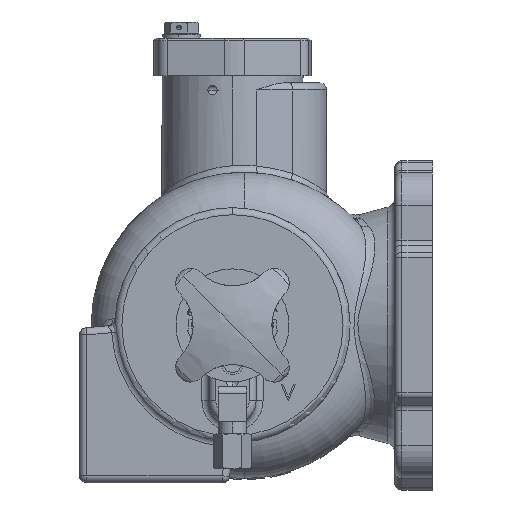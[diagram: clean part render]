
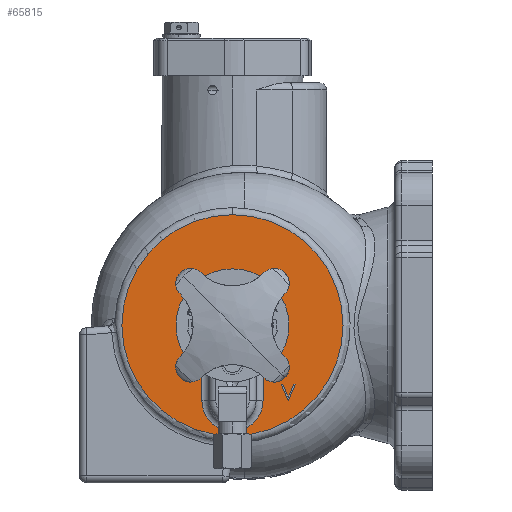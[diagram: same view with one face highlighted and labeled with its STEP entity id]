
A CAD part, left-side view. The second image highlights one B-rep face of the part: STEP entity #65815.
In plain terms, the highlighted planar face has unit normal (-1, 0, 0).
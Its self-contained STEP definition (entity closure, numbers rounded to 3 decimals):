
#1833 = FACE_OUTER_BOUND ( 'NONE', #16659, .T. ) ;
#1857 = FACE_BOUND ( 'NONE', #16589, .T. ) ;
#1864 = FACE_BOUND ( 'NONE', #16745, .T. ) ;
#4294 = CARTESIAN_POINT ( 'NONE',  ( -64., -26.718, -25. ) ) ;
#4295 = DIRECTION ( 'NONE',  ( 0., 1., 0. ) ) ;
#5376 = AXIS2_PLACEMENT_3D ( 'NONE', #67066, #67074, #67075 ) ;
#7511 = EDGE_CURVE ( 'NONE', #32901, #33719, #52139, .T. ) ;
#7539 = EDGE_CURVE ( 'NONE', #32802, #33072, #51994, .T. ) ;
#9039 = ORIENTED_EDGE ( 'NONE', *, *, #11448, .F. ) ;
#9553 = ORIENTED_EDGE ( 'NONE', *, *, #64142, .F. ) ;
#9681 = ORIENTED_EDGE ( 'NONE', *, *, #11405, .T. ) ;
#9687 = ORIENTED_EDGE ( 'NONE', *, *, #64713, .F. ) ;
#9692 = ORIENTED_EDGE ( 'NONE', *, *, #65481, .F. ) ;
#9695 = ORIENTED_EDGE ( 'NONE', *, *, #64194, .T. ) ;
#9697 = ORIENTED_EDGE ( 'NONE', *, *, #64662, .F. ) ;
#9845 = ORIENTED_EDGE ( 'NONE', *, *, #7539, .T. ) ;
#9863 = ORIENTED_EDGE ( 'NONE', *, *, #11254, .T. ) ;
#9866 = ORIENTED_EDGE ( 'NONE', *, *, #64192, .T. ) ;
#9903 = ORIENTED_EDGE ( 'NONE', *, *, #7511, .T. ) ;
#9912 = ORIENTED_EDGE ( 'NONE', *, *, #11424, .F. ) ;
#9919 = ORIENTED_EDGE ( 'NONE', *, *, #64428, .F. ) ;
#9944 = ORIENTED_EDGE ( 'NONE', *, *, #64943, .T. ) ;
#11254 = EDGE_CURVE ( 'NONE', #33737, #32901, #45865, .T. ) ;
#11405 = EDGE_CURVE ( 'NONE', #71715, #33737, #46010, .T. ) ;
#11424 = EDGE_CURVE ( 'NONE', #71834, #32868, #45989, .T. ) ;
#11448 = EDGE_CURVE ( 'NONE', #33187, #71839, #45969, .T. ) ;
#12306 = AXIS2_PLACEMENT_3D ( 'NONE', #53981, #53979, #53977 ) ;
#12319 = AXIS2_PLACEMENT_3D ( 'NONE', #54242, #54262, #54260 ) ;
#15666 = CARTESIAN_POINT ( 'NONE',  ( -64., -23.712, -30.516 ) ) ;
#15667 = DIRECTION ( 'NONE',  ( 0., 0.39, 0.921 ) ) ;
#16589 = EDGE_LOOP ( 'NONE', ( #9695, #9681, #9863, #9903, #9866 ) ) ;
#16659 = EDGE_LOOP ( 'NONE', ( #9845, #9944 ) ) ;
#16745 = EDGE_LOOP ( 'NONE', ( #9919, #9687, #9697, #9912, #9553, #9692, #9039 ) ) ;
#17837 = CARTESIAN_POINT ( 'NONE',  ( -64., 0., -47. ) ) ;
#18484 = CARTESIAN_POINT ( 'NONE',  ( -64., 0., 47. ) ) ;
#18624 = CARTESIAN_POINT ( 'NONE',  ( -64., -26.045, -25. ) ) ;
#19331 = CARTESIAN_POINT ( 'NONE',  ( -64., 0., 20.243 ) ) ;
#19490 = CARTESIAN_POINT ( 'NONE',  ( -64., -23.757, -32. ) ) ;
#19498 = CARTESIAN_POINT ( 'NONE',  ( -64., -21.379, -25. ) ) ;
#19525 = CARTESIAN_POINT ( 'NONE',  ( -64., -23.667, -32. ) ) ;
#19928 = CARTESIAN_POINT ( 'NONE',  ( -64., 13., -15.517 ) ) ;
#19968 = CARTESIAN_POINT ( 'NONE',  ( -64., -13., -15.517 ) ) ;
#22313 = LINE ( 'NONE', #4294, #22315 ) ;
#22315 = VECTOR ( 'NONE', #4295, 1000. ) ;
#22637 = LINE ( 'NONE', #37456, #22643 ) ;
#22643 = VECTOR ( 'NONE', #37458, 1000. ) ;
#22674 = VECTOR ( 'NONE', #85155, 1000. ) ;
#22694 = LINE ( 'NONE', #85138, #22674 ) ;
#26553 = DIRECTION ( 'NONE',  ( 0., 0.39, -0.921 ) ) ;
#26626 = CARTESIAN_POINT ( 'NONE',  ( -64., -26.045, -25. ) ) ;
#32802 = VERTEX_POINT ( 'NONE', #18484 ) ;
#32868 = VERTEX_POINT ( 'NONE', #19525 ) ;
#32901 = VERTEX_POINT ( 'NONE', #19331 ) ;
#32918 = VERTEX_POINT ( 'NONE', #19490 ) ;
#33072 = VERTEX_POINT ( 'NONE', #17837 ) ;
#33187 = VERTEX_POINT ( 'NONE', #18624 ) ;
#33719 = VERTEX_POINT ( 'NONE', #19968 ) ;
#33737 = VERTEX_POINT ( 'NONE', #19928 ) ;
#34014 = VERTEX_POINT ( 'NONE', #19498 ) ;
#37456 = CARTESIAN_POINT ( 'NONE',  ( -64., -23.667, -32. ) ) ;
#37458 = DIRECTION ( 'NONE',  ( 0., -1., 0. ) ) ;
#40229 = LINE ( 'NONE', #15666, #40230 ) ;
#40230 = VECTOR ( 'NONE', #15667, 1000. ) ;
#41517 = CARTESIAN_POINT ( 'NONE',  ( -64., 0., 0. ) ) ;
#41521 = DIRECTION ( 'NONE',  ( -1., 0., 0. ) ) ;
#41522 = DIRECTION ( 'NONE',  ( 0., 0., 1. ) ) ;
#45865 = CIRCLE ( 'NONE', #55089, 20.243 ) ;
#45967 = VECTOR ( 'NONE', #26553, 1000. ) ;
#45969 = LINE ( 'NONE', #26626, #45967 ) ;
#45987 = VECTOR ( 'NONE', #87442, 1000. ) ;
#45989 = LINE ( 'NONE', #88516, #45987 ) ;
#46006 = VECTOR ( 'NONE', #88898, 1000. ) ;
#46010 = LINE ( 'NONE', #88897, #46006 ) ;
#51994 = CIRCLE ( 'NONE', #12319, 47. ) ;
#52139 = CIRCLE ( 'NONE', #12306, 20.243 ) ;
#53977 = DIRECTION ( 'NONE',  ( 0., 0., 1. ) ) ;
#53979 = DIRECTION ( 'NONE',  ( 1., 0., 0. ) ) ;
#53981 = CARTESIAN_POINT ( 'NONE',  ( -64., 0., 0. ) ) ;
#54242 = CARTESIAN_POINT ( 'NONE',  ( -64., 0., 0. ) ) ;
#54260 = DIRECTION ( 'NONE',  ( 0., 0., 1. ) ) ;
#54262 = DIRECTION ( 'NONE',  ( -1., 0., 0. ) ) ;
#55089 = AXIS2_PLACEMENT_3D ( 'NONE', #87803, #87802, #87801 ) ;
#57590 = CARTESIAN_POINT ( 'NONE',  ( -64., -21.379, -25. ) ) ;
#57761 = DIRECTION ( 'NONE',  ( 0., 1., 0. ) ) ;
#58206 = CARTESIAN_POINT ( 'NONE',  ( -64., -13., 0. ) ) ;
#58247 = DIRECTION ( 'NONE',  ( 0., 0., -1. ) ) ;
#58256 = CARTESIAN_POINT ( 'NONE',  ( -64., 0., -32. ) ) ;
#58259 = DIRECTION ( 'NONE',  ( 1., 0., 0. ) ) ;
#58261 = DIRECTION ( 'NONE',  ( 0., 0., 1. ) ) ;
#58754 = AXIS2_PLACEMENT_3D ( 'NONE', #58256, #58259, #58261 ) ;
#59344 = AXIS2_PLACEMENT_3D ( 'NONE', #41517, #41521, #41522 ) ;
#60386 = CARTESIAN_POINT ( 'NONE',  ( -64., -13., -32. ) ) ;
#60413 = CARTESIAN_POINT ( 'NONE',  ( -64., 13., -32. ) ) ;
#60527 = CARTESIAN_POINT ( 'NONE',  ( -64., -26.718, -25. ) ) ;
#60532 = CARTESIAN_POINT ( 'NONE',  ( -64., -20.706, -25. ) ) ;
#60537 = CARTESIAN_POINT ( 'NONE',  ( -64., -23.712, -30.516 ) ) ;
#64142 = EDGE_CURVE ( 'NONE', #34014, #71834, #72993, .T. ) ;
#64192 = EDGE_CURVE ( 'NONE', #33719, #71688, #73049, .T. ) ;
#64194 = EDGE_CURVE ( 'NONE', #71688, #71715, #73053, .T. ) ;
#64428 = EDGE_CURVE ( 'NONE', #71829, #33187, #22313, .T. ) ;
#64662 = EDGE_CURVE ( 'NONE', #32868, #32918, #22637, .T. ) ;
#64713 = EDGE_CURVE ( 'NONE', #32918, #71829, #22694, .T. ) ;
#64943 = EDGE_CURVE ( 'NONE', #33072, #32802, #80440, .T. ) ;
#65481 = EDGE_CURVE ( 'NONE', #71839, #34014, #40229, .T. ) ;
#65815 = ADVANCED_FACE ( 'NONE', ( #1857, #1833, #1864 ), #67065, .T. ) ;
#67065 = PLANE ( 'NONE',  #5376 ) ;
#67066 = CARTESIAN_POINT ( 'NONE',  ( -64., 19., 0. ) ) ;
#67074 = DIRECTION ( 'NONE',  ( -1., 0., 0. ) ) ;
#67075 = DIRECTION ( 'NONE',  ( 0., 0., 1. ) ) ;
#71688 = VERTEX_POINT ( 'NONE', #60386 ) ;
#71715 = VERTEX_POINT ( 'NONE', #60413 ) ;
#71829 = VERTEX_POINT ( 'NONE', #60527 ) ;
#71834 = VERTEX_POINT ( 'NONE', #60532 ) ;
#71839 = VERTEX_POINT ( 'NONE', #60537 ) ;
#72984 = VECTOR ( 'NONE', #57761, 1000. ) ;
#72993 = LINE ( 'NONE', #57590, #72984 ) ;
#73049 = LINE ( 'NONE', #58206, #73051 ) ;
#73051 = VECTOR ( 'NONE', #58247, 1000. ) ;
#73053 = CIRCLE ( 'NONE', #58754, 13. ) ;
#80440 = CIRCLE ( 'NONE', #59344, 47. ) ;
#85138 = CARTESIAN_POINT ( 'NONE',  ( -64., -23.757, -32. ) ) ;
#85155 = DIRECTION ( 'NONE',  ( 0., -0.39, 0.921 ) ) ;
#87442 = DIRECTION ( 'NONE',  ( 0., -0.39, -0.921 ) ) ;
#87801 = DIRECTION ( 'NONE',  ( 0., 0., 1. ) ) ;
#87802 = DIRECTION ( 'NONE',  ( 1., 0., 0. ) ) ;
#87803 = CARTESIAN_POINT ( 'NONE',  ( -64., 0., 0. ) ) ;
#88516 = CARTESIAN_POINT ( 'NONE',  ( -64., -20.706, -25. ) ) ;
#88897 = CARTESIAN_POINT ( 'NONE',  ( -64., 13., 0. ) ) ;
#88898 = DIRECTION ( 'NONE',  ( 0., 0., 1. ) ) ;
